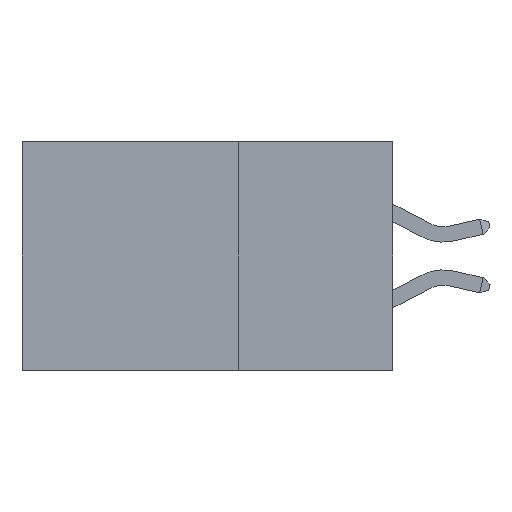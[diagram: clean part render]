
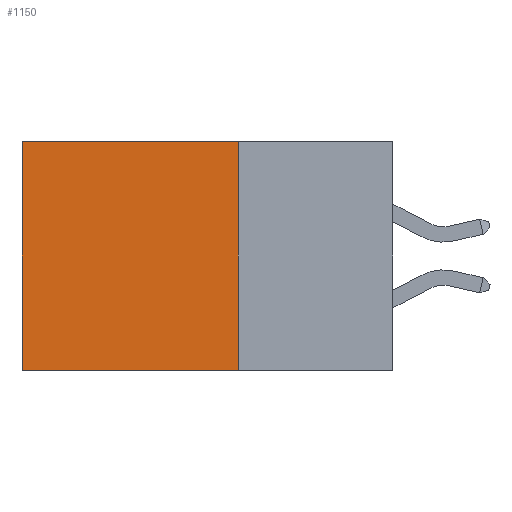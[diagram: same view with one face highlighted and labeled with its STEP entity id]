
A CAD part, left-side view. The second image highlights one B-rep face of the part: STEP entity #1150.
In plain terms, the highlighted planar face has unit normal (-1, 0, 0).
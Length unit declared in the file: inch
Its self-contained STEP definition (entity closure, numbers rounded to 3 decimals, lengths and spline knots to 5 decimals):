
#71 = VECTOR ( 'NONE', #7045, 39.37008 ) ;
#99 = CARTESIAN_POINT ( 'NONE',  ( 0.2875, 0.25, 0. ) ) ;
#331 = EDGE_LOOP ( 'NONE', ( #2150, #13589, #9957, #4914 ) ) ;
#1150 = ADVANCED_FACE ( 'NONE', ( #8130 ), #14649, .F. ) ;
#2150 = ORIENTED_EDGE ( 'NONE', *, *, #15150, .T. ) ;
#3076 = CARTESIAN_POINT ( 'NONE',  ( 0.2875, 0.25, 0. ) ) ;
#3543 = LINE ( 'NONE', #9636, #10582 ) ;
#4832 = AXIS2_PLACEMENT_3D ( 'NONE', #7148, #10343, #10506 ) ;
#4914 = ORIENTED_EDGE ( 'NONE', *, *, #16108, .T. ) ;
#6871 = VERTEX_POINT ( 'NONE', #99 ) ;
#7045 = DIRECTION ( 'NONE',  ( 0., 1., 0. ) ) ;
#7148 = CARTESIAN_POINT ( 'NONE',  ( 0.2875, 0.25, 0. ) ) ;
#7312 = VECTOR ( 'NONE', #7612, 39.37008 ) ;
#7564 = CARTESIAN_POINT ( 'NONE',  ( 0.2875, 0.6, -0.37 ) ) ;
#7612 = DIRECTION ( 'NONE',  ( 0., 0., -1. ) ) ;
#7795 = LINE ( 'NONE', #3076, #7312 ) ;
#7902 = DIRECTION ( 'NONE',  ( 0., 0., -1. ) ) ;
#8130 = FACE_OUTER_BOUND ( 'NONE', #331, .T. ) ;
#9552 = VECTOR ( 'NONE', #7902, 39.37008 ) ;
#9636 = CARTESIAN_POINT ( 'NONE',  ( 0.2875, 0.25, -0.37 ) ) ;
#9719 = EDGE_CURVE ( 'NONE', #6871, #10724, #7795, .T. ) ;
#9940 = CARTESIAN_POINT ( 'NONE',  ( 0.2875, 0.25, -0.37 ) ) ;
#9957 = ORIENTED_EDGE ( 'NONE', *, *, #9719, .F. ) ;
#10095 = CARTESIAN_POINT ( 'NONE',  ( 0.2875, 0.25, 0. ) ) ;
#10343 = DIRECTION ( 'NONE',  ( 1., 0., 0. ) ) ;
#10506 = DIRECTION ( 'NONE',  ( 0., 0., -1. ) ) ;
#10582 = VECTOR ( 'NONE', #11116, 39.37008 ) ;
#10724 = VERTEX_POINT ( 'NONE', #9940 ) ;
#10840 = CARTESIAN_POINT ( 'NONE',  ( 0.2875, 0.6, 0. ) ) ;
#11116 = DIRECTION ( 'NONE',  ( 0., 1., 0. ) ) ;
#13144 = LINE ( 'NONE', #10840, #9552 ) ;
#13589 = ORIENTED_EDGE ( 'NONE', *, *, #17863, .F. ) ;
#14037 = VERTEX_POINT ( 'NONE', #7564 ) ;
#14649 = PLANE ( 'NONE',  #4832 ) ;
#15150 = EDGE_CURVE ( 'NONE', #15651, #14037, #13144, .T. ) ;
#15302 = LINE ( 'NONE', #10095, #71 ) ;
#15651 = VERTEX_POINT ( 'NONE', #16147 ) ;
#16108 = EDGE_CURVE ( 'NONE', #6871, #15651, #15302, .T. ) ;
#16147 = CARTESIAN_POINT ( 'NONE',  ( 0.2875, 0.6, 0. ) ) ;
#17863 = EDGE_CURVE ( 'NONE', #10724, #14037, #3543, .T. ) ;
